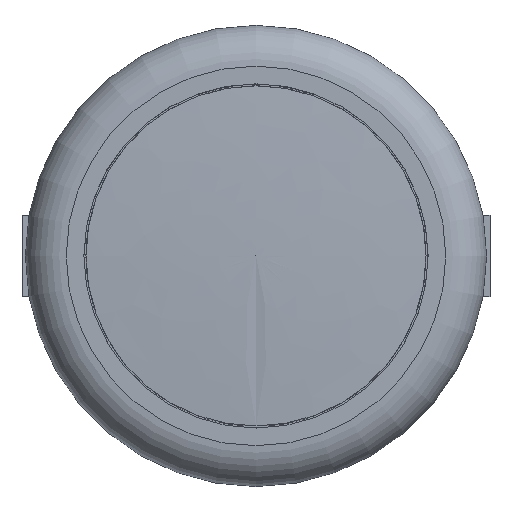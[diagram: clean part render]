
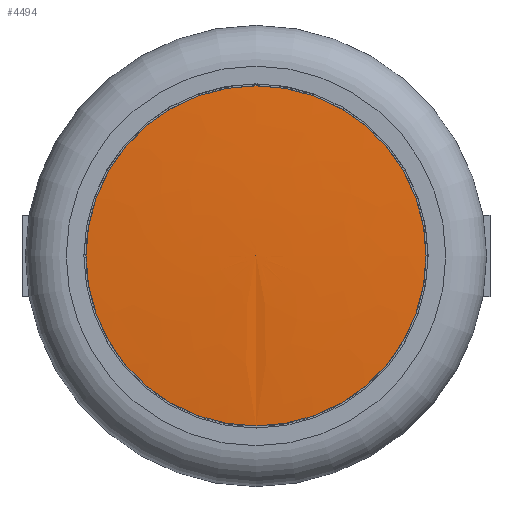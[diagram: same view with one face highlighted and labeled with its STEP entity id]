
A CAD part, top view. The second image highlights one B-rep face of the part: STEP entity #4494.
In plain terms, the highlighted free-form (B-spline) face has degree [5, 2] with [10, 9] control points.
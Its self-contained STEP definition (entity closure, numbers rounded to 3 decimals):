
#1353=FACE_OUTER_BOUND('',#1598,.T.);
#1598=EDGE_LOOP('',(#3131,#3132,#3133,#3134));
#1855=CIRCLE('',#4793,12.5);
#1856=CIRCLE('',#4794,12.5);
#1997=(
BOUNDED_CURVE()
B_SPLINE_CURVE(5,(#6631,#6632,#6633,#6634,#6635,#6636,#6637,#6638,#6639,
#6640),.UNSPECIFIED.,.F.,.F.)
B_SPLINE_CURVE_WITH_KNOTS((6,1,1,1,1,6),(0.,0.1,0.2,0.3,0.4,0.5),
 .UNSPECIFIED.)
CURVE()
GEOMETRIC_REPRESENTATION_ITEM()
RATIONAL_B_SPLINE_CURVE((1.,1.,1.,1.,1.,1.,1.,1.,1.,1.))
REPRESENTATION_ITEM('')
);
#2002=VERTEX_POINT('',#6629);
#2003=VERTEX_POINT('',#6630);
#2004=VERTEX_POINT('',#6641);
#2450=EDGE_CURVE('',#2002,#2003,#1997,.T.);
#2451=EDGE_CURVE('',#2002,#2004,#1855,.T.);
#2452=EDGE_CURVE('',#2004,#2002,#1856,.T.);
#3131=ORIENTED_EDGE('',*,*,#2450,.F.);
#3132=ORIENTED_EDGE('',*,*,#2451,.T.);
#3133=ORIENTED_EDGE('',*,*,#2452,.T.);
#3134=ORIENTED_EDGE('',*,*,#2450,.T.);
#4493=(
BOUNDED_SURFACE()
B_SPLINE_SURFACE(5,2,((#6539,#6540,#6541,#6542,#6543,#6544,#6545,#6546,
#6547),(#6548,#6549,#6550,#6551,#6552,#6553,#6554,#6555,#6556),(#6557,#6558,
#6559,#6560,#6561,#6562,#6563,#6564,#6565),(#6566,#6567,#6568,#6569,#6570,
#6571,#6572,#6573,#6574),(#6575,#6576,#6577,#6578,#6579,#6580,#6581,#6582,
#6583),(#6584,#6585,#6586,#6587,#6588,#6589,#6590,#6591,#6592),(#6593,#6594,
#6595,#6596,#6597,#6598,#6599,#6600,#6601),(#6602,#6603,#6604,#6605,#6606,
#6607,#6608,#6609,#6610),(#6611,#6612,#6613,#6614,#6615,#6616,#6617,#6618,
#6619),(#6620,#6621,#6622,#6623,#6624,#6625,#6626,#6627,#6628)),
 .UNSPECIFIED.,.F.,.T.,.F.)
B_SPLINE_SURFACE_WITH_KNOTS((6,1,1,1,1,6),(3,2,2,2,3),(-0.5,-0.4,-0.3,-0.2,
-0.1,0.),(0.,1.571,3.142,4.712,6.283),
 .UNSPECIFIED.)
GEOMETRIC_REPRESENTATION_ITEM()
RATIONAL_B_SPLINE_SURFACE(((1.,0.707,1.,0.707,1.,
0.707,1.,0.707,1.),(1.,0.707,1.,0.707,
1.,0.707,1.,0.707,1.),(1.,0.707,1.,
0.707,1.,0.707,1.,0.707,1.),(1.,0.707,
1.,0.707,1.,0.707,1.,0.707,1.),(1.,
0.707,1.,0.707,1.,0.707,1.,0.707,
1.),(1.,0.707,1.,0.707,1.,0.707,1.,
0.707,1.),(1.,0.707,1.,0.707,1.,0.707,
1.,0.707,1.),(1.,0.707,1.,0.707,1.,
0.707,1.,0.707,1.),(1.,0.707,1.,0.707,
1.,0.707,1.,0.707,1.),(1.,0.707,1.,
0.707,1.,0.707,1.,0.707,1.)))
REPRESENTATION_ITEM('')
SURFACE()
);
#4494=ADVANCED_FACE('',(#1353),#4493,.T.);
#4793=AXIS2_PLACEMENT_3D('',#6642,#5207,#5208);
#4794=AXIS2_PLACEMENT_3D('',#6643,#5209,#5210);
#5207=DIRECTION('center_axis',(0.,0.,1.));
#5208=DIRECTION('ref_axis',(1.,0.,0.));
#5209=DIRECTION('center_axis',(0.,0.,1.));
#5210=DIRECTION('ref_axis',(1.,0.,0.));
#6539=CARTESIAN_POINT('Ctrl Pts',(0.,0.,0.4));
#6540=CARTESIAN_POINT('Ctrl Pts',(0.,0.,
0.4));
#6541=CARTESIAN_POINT('Ctrl Pts',(0.,0.,
0.4));
#6542=CARTESIAN_POINT('Ctrl Pts',(0.,0.,
0.4));
#6543=CARTESIAN_POINT('Ctrl Pts',(0.,0.,0.4));
#6544=CARTESIAN_POINT('Ctrl Pts',(0.,0.,
0.4));
#6545=CARTESIAN_POINT('Ctrl Pts',(0.,0.,
0.4));
#6546=CARTESIAN_POINT('Ctrl Pts',(0.,0.,
0.4));
#6547=CARTESIAN_POINT('Ctrl Pts',(0.,0.,0.4));
#6548=CARTESIAN_POINT('Ctrl Pts',(0.,-0.5,0.4));
#6549=CARTESIAN_POINT('Ctrl Pts',(0.5,-0.5,
0.4));
#6550=CARTESIAN_POINT('Ctrl Pts',(0.5,0.,
0.4));
#6551=CARTESIAN_POINT('Ctrl Pts',(0.5,0.5,0.4));
#6552=CARTESIAN_POINT('Ctrl Pts',(0.,0.5,0.4));
#6553=CARTESIAN_POINT('Ctrl Pts',(-0.5,0.5,
0.4));
#6554=CARTESIAN_POINT('Ctrl Pts',(-0.5,0.,
0.4));
#6555=CARTESIAN_POINT('Ctrl Pts',(-0.5,-0.5,
0.4));
#6556=CARTESIAN_POINT('Ctrl Pts',(0.,-0.5,0.4));
#6557=CARTESIAN_POINT('Ctrl Pts',(0.,-1.5,0.397));
#6558=CARTESIAN_POINT('Ctrl Pts',(1.5,-1.5,0.397));
#6559=CARTESIAN_POINT('Ctrl Pts',(1.5,0.,
0.397));
#6560=CARTESIAN_POINT('Ctrl Pts',(1.5,1.5,0.397));
#6561=CARTESIAN_POINT('Ctrl Pts',(0.,1.5,0.397));
#6562=CARTESIAN_POINT('Ctrl Pts',(-1.5,1.5,0.397));
#6563=CARTESIAN_POINT('Ctrl Pts',(-1.5,0.,
0.397));
#6564=CARTESIAN_POINT('Ctrl Pts',(-1.5,-1.5,0.397));
#6565=CARTESIAN_POINT('Ctrl Pts',(0.,-1.5,0.397));
#6566=CARTESIAN_POINT('Ctrl Pts',(0.,-3.,0.381));
#6567=CARTESIAN_POINT('Ctrl Pts',(3.,-3.,0.381));
#6568=CARTESIAN_POINT('Ctrl Pts',(3.,0.,
0.381));
#6569=CARTESIAN_POINT('Ctrl Pts',(3.,3.,0.381));
#6570=CARTESIAN_POINT('Ctrl Pts',(0.,3.,0.381));
#6571=CARTESIAN_POINT('Ctrl Pts',(-3.,3.,0.381));
#6572=CARTESIAN_POINT('Ctrl Pts',(-3.,0.,
0.381));
#6573=CARTESIAN_POINT('Ctrl Pts',(-3.,-3.,0.381));
#6574=CARTESIAN_POINT('Ctrl Pts',(0.,-3.,0.381));
#6575=CARTESIAN_POINT('Ctrl Pts',(0.,-5.,0.34));
#6576=CARTESIAN_POINT('Ctrl Pts',(5.,-5.,0.34));
#6577=CARTESIAN_POINT('Ctrl Pts',(5.,0.,
0.34));
#6578=CARTESIAN_POINT('Ctrl Pts',(5.,5.,0.34));
#6579=CARTESIAN_POINT('Ctrl Pts',(0.,5.,0.34));
#6580=CARTESIAN_POINT('Ctrl Pts',(-5.,5.,0.34));
#6581=CARTESIAN_POINT('Ctrl Pts',(-5.,0.,
0.34));
#6582=CARTESIAN_POINT('Ctrl Pts',(-5.,-5.,0.34));
#6583=CARTESIAN_POINT('Ctrl Pts',(0.,-5.,0.34));
#6584=CARTESIAN_POINT('Ctrl Pts',(0.,-7.5,0.257));
#6585=CARTESIAN_POINT('Ctrl Pts',(7.5,-7.5,0.257));
#6586=CARTESIAN_POINT('Ctrl Pts',(7.5,0.,
0.257));
#6587=CARTESIAN_POINT('Ctrl Pts',(7.5,7.5,0.257));
#6588=CARTESIAN_POINT('Ctrl Pts',(0.,7.5,0.257));
#6589=CARTESIAN_POINT('Ctrl Pts',(-7.5,7.5,0.257));
#6590=CARTESIAN_POINT('Ctrl Pts',(-7.5,0.,
0.257));
#6591=CARTESIAN_POINT('Ctrl Pts',(-7.5,-7.5,0.257));
#6592=CARTESIAN_POINT('Ctrl Pts',(0.,-7.5,0.257));
#6593=CARTESIAN_POINT('Ctrl Pts',(0.,-9.5,0.167));
#6594=CARTESIAN_POINT('Ctrl Pts',(9.5,-9.5,0.167));
#6595=CARTESIAN_POINT('Ctrl Pts',(9.5,0.,
0.167));
#6596=CARTESIAN_POINT('Ctrl Pts',(9.5,9.5,0.167));
#6597=CARTESIAN_POINT('Ctrl Pts',(0.,9.5,0.167));
#6598=CARTESIAN_POINT('Ctrl Pts',(-9.5,9.5,0.167));
#6599=CARTESIAN_POINT('Ctrl Pts',(-9.5,0.,
0.167));
#6600=CARTESIAN_POINT('Ctrl Pts',(-9.5,-9.5,0.167));
#6601=CARTESIAN_POINT('Ctrl Pts',(0.,-9.5,0.167));
#6602=CARTESIAN_POINT('Ctrl Pts',(0.,-11.,0.088));
#6603=CARTESIAN_POINT('Ctrl Pts',(11.,-11.,0.088));
#6604=CARTESIAN_POINT('Ctrl Pts',(11.,0.,
0.088));
#6605=CARTESIAN_POINT('Ctrl Pts',(11.,11.,0.088));
#6606=CARTESIAN_POINT('Ctrl Pts',(0.,11.,0.088));
#6607=CARTESIAN_POINT('Ctrl Pts',(-11.,11.,0.088));
#6608=CARTESIAN_POINT('Ctrl Pts',(-11.,0.,
0.088));
#6609=CARTESIAN_POINT('Ctrl Pts',(-11.,-11.,0.088));
#6610=CARTESIAN_POINT('Ctrl Pts',(0.,-11.,0.088));
#6611=CARTESIAN_POINT('Ctrl Pts',(0.,-12.,0.03));
#6612=CARTESIAN_POINT('Ctrl Pts',(12.,-12.,0.03));
#6613=CARTESIAN_POINT('Ctrl Pts',(12.,0.,
0.03));
#6614=CARTESIAN_POINT('Ctrl Pts',(12.,12.,0.03));
#6615=CARTESIAN_POINT('Ctrl Pts',(0.,12.,0.03));
#6616=CARTESIAN_POINT('Ctrl Pts',(-12.,12.,0.03));
#6617=CARTESIAN_POINT('Ctrl Pts',(-12.,0.,
0.03));
#6618=CARTESIAN_POINT('Ctrl Pts',(-12.,-12.,0.03));
#6619=CARTESIAN_POINT('Ctrl Pts',(0.,-12.,0.03));
#6620=CARTESIAN_POINT('Ctrl Pts',(0.,-12.5,0.));
#6621=CARTESIAN_POINT('Ctrl Pts',(12.5,-12.5,0.));
#6622=CARTESIAN_POINT('Ctrl Pts',(12.5,0.,0.));
#6623=CARTESIAN_POINT('Ctrl Pts',(12.5,12.5,0.));
#6624=CARTESIAN_POINT('Ctrl Pts',(0.,12.5,0.));
#6625=CARTESIAN_POINT('Ctrl Pts',(-12.5,12.5,0.));
#6626=CARTESIAN_POINT('Ctrl Pts',(-12.5,0.,0.));
#6627=CARTESIAN_POINT('Ctrl Pts',(-12.5,-12.5,0.));
#6628=CARTESIAN_POINT('Ctrl Pts',(0.,-12.5,0.));
#6629=CARTESIAN_POINT('',(0.,-12.5,0.));
#6630=CARTESIAN_POINT('',(0.,0.,0.4));
#6631=CARTESIAN_POINT('Ctrl Pts',(0.,-12.5,0.));
#6632=CARTESIAN_POINT('Ctrl Pts',(0.,-12.,0.03));
#6633=CARTESIAN_POINT('Ctrl Pts',(0.,-11.,0.088));
#6634=CARTESIAN_POINT('Ctrl Pts',(0.,-9.5,0.167));
#6635=CARTESIAN_POINT('Ctrl Pts',(0.,-7.5,0.257));
#6636=CARTESIAN_POINT('Ctrl Pts',(0.,-5.,0.34));
#6637=CARTESIAN_POINT('Ctrl Pts',(0.,-3.,0.381));
#6638=CARTESIAN_POINT('Ctrl Pts',(0.,-1.5,0.397));
#6639=CARTESIAN_POINT('Ctrl Pts',(0.,-0.5,0.4));
#6640=CARTESIAN_POINT('Ctrl Pts',(0.,0.,0.4));
#6641=CARTESIAN_POINT('',(-12.5,0.,0.));
#6642=CARTESIAN_POINT('Origin',(0.,0.,0.));
#6643=CARTESIAN_POINT('Origin',(0.,0.,0.));
